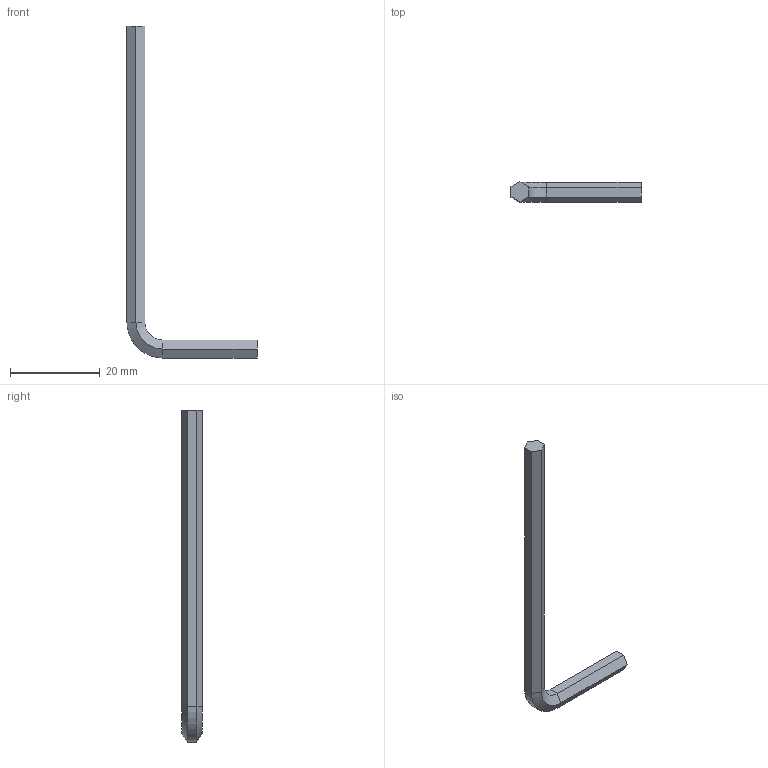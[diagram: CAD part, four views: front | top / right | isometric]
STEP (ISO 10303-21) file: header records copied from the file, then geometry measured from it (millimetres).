
FILE_DESCRIPTION(/* description */ (''),/* implementation_level */ '2;1');
FILE_NAME(/* name */ 'HKY40R.stp',/* time_stamp */ '2022-02-03T10:43:24+09:00',/* author */ (''),/* organization */ (''),/* preprocessor_version */ 'ST-DEVELOPER v16',/* originating_system */ 'SIEMENS PLM Software NX 10.0',/* authorisation */ '');
FILE_SCHEMA (('AUTOMOTIVE_DESIGN { 1 0 10303 214 3 1 1 1 }'));
Length unit declared in the file: millimetre
Products named in the file (1): HKY40R
Bounding box: 29 x 4.53 x 74 mm (x, y, z)
Volume: 1301.9 mm3; surface area: 1346 mm2
Topology: 1 solids, 1 shells, 20 faces, 42 edges, 25 vertices
Faces by surface type: plane 14, cone 4, cylinder 2
Entity records: 568 total; most frequent: DIRECTION 94, CARTESIAN_POINT 90, ORIENTED_EDGE 84, EDGE_CURVE 42, LINE 36, VECTOR 36, AXIS2_PLACEMENT_3D 29, VERTEX_POINT 24
